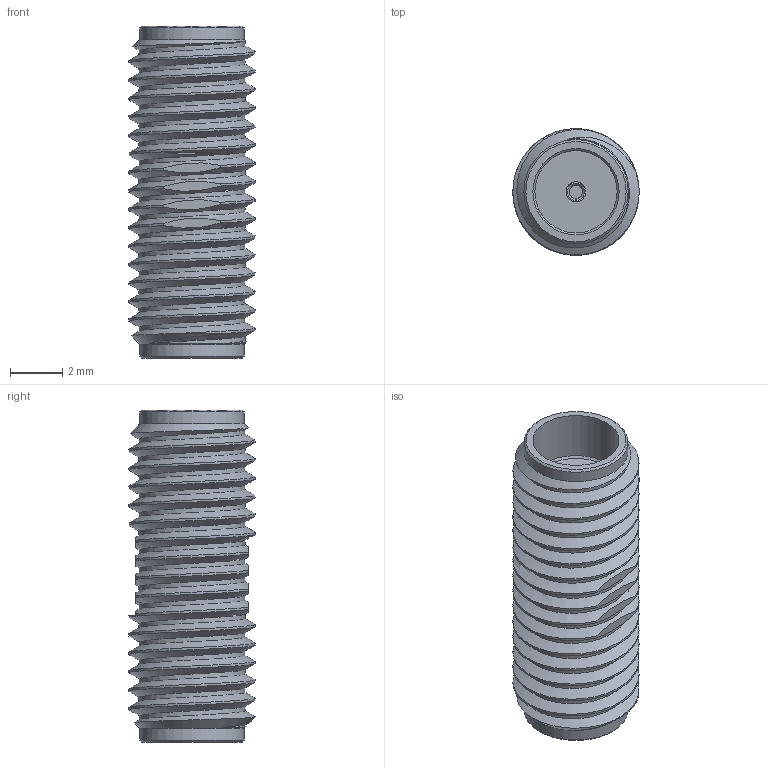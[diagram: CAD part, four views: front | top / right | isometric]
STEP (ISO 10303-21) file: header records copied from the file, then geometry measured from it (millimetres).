
FILE_DESCRIPTION (( 'STEP AP203' ), '1' );
FILE_NAME ('PE9192_3D.step', '2022-01-24T16:13:57', ( '' ), ( '' ), 'SwSTEP 2.0', 'SolidWorks 2021', '' );
FILE_SCHEMA (( 'CONFIG_CONTROL_DESIGN' ));
Length unit declared in the file: inch
Products named in the file (1): PE9192_3D
Bounding box: 4.83 x 4.83 x 12.7 mm (x, y, z)
Volume: 155 mm3; surface area: 343.6 mm2
Topology: 1 solids, 1 shells, 64 faces, 167 edges, 110 vertices
Faces by surface type: plane 34, cylinder 17, cone 10, bspline 3
Full cylindrical faces by diameter (mm): 0.508 x2, 0.762 x2, 3.302 x2, 3.988 x2
Entity records: 4588 total; most frequent: CARTESIAN_POINT 3148, ORIENTED_EDGE 290, DIRECTION 253, EDGE_CURVE 145, VERTEX_POINT 102, AXIS2_PLACEMENT_3D 101, EDGE_LOOP 83, FACE_OUTER_BOUND 72
